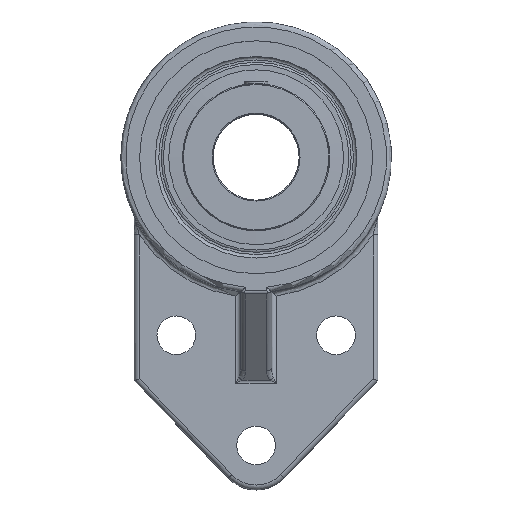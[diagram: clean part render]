
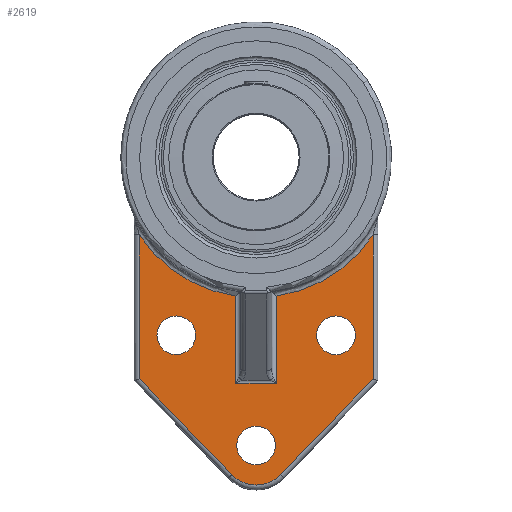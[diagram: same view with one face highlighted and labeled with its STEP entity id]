
A CAD part, top view. The second image highlights one B-rep face of the part: STEP entity #2619.
In plain terms, the highlighted planar face has unit normal (0, 0, 1).
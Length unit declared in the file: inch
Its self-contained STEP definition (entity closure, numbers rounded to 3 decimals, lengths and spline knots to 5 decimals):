
#998=CARTESIAN_POINT('',(-0.20748,-2.30108,0.3937));
#999=VERTEX_POINT('',#998);
#1505=CARTESIAN_POINT('',(0.20748,-2.30108,0.3937));
#1506=VERTEX_POINT('',#1505);
#1690=CARTESIAN_POINT('',(-0.12943,-2.30108,0.3937));
#1691=DIRECTION('',(1.,0.,-0.));
#1692=VECTOR('',#1691,0.16337);
#1693=LINE('',#1690,#1692);
#1694=EDGE_CURVE('',#999,#1506,#1693,.T.);
#1707=CARTESIAN_POINT('',(0.20748,-1.4128,0.3937));
#1708=VERTEX_POINT('',#1707);
#1709=CARTESIAN_POINT('',(0.20748,-1.66719,0.3937));
#1710=DIRECTION('',(-0.,1.,0.));
#1711=VECTOR('',#1710,0.34972);
#1712=LINE('',#1709,#1711);
#1713=EDGE_CURVE('',#1506,#1708,#1712,.T.);
#1744=CARTESIAN_POINT('',(-0.20748,-1.4128,0.3937));
#1745=VERTEX_POINT('',#1744);
#1763=CARTESIAN_POINT('',(-0.20748,-1.31747,0.3937));
#1764=DIRECTION('',(0.,-1.,0.));
#1765=VECTOR('',#1764,0.34972);
#1766=LINE('',#1763,#1765);
#1767=EDGE_CURVE('',#1745,#999,#1766,.T.);
#1780=CARTESIAN_POINT('',(1.19016,-0.78903,0.3937));
#1781=VERTEX_POINT('',#1780);
#1789=CARTESIAN_POINT('',(1.19016,-2.25446,0.3937));
#1790=VERTEX_POINT('',#1789);
#1791=CARTESIAN_POINT('',(1.19016,-1.03699,0.3937));
#1792=DIRECTION('',(0.,-1.,0.));
#1793=VECTOR('',#1792,0.57694);
#1794=LINE('',#1791,#1793);
#1795=EDGE_CURVE('',#1781,#1790,#1794,.T.);
#2112=CARTESIAN_POINT('',(-0.24724,-3.23088,0.3937));
#2113=VERTEX_POINT('',#2112);
#2121=CARTESIAN_POINT('',(-1.19016,-2.25446,0.3937));
#2122=VERTEX_POINT('',#2121);
#2123=CARTESIAN_POINT('',(-0.70037,-2.76165,0.3937));
#2124=DIRECTION('',(-0.695,0.719,0.));
#2125=VECTOR('',#2124,0.5344);
#2126=LINE('',#2123,#2125);
#2127=EDGE_CURVE('',#2113,#2122,#2126,.T.);
#2152=CARTESIAN_POINT('',(-1.19016,-0.78903,0.3937));
#2153=VERTEX_POINT('',#2152);
#2170=CARTESIAN_POINT('',(-1.19016,-1.61393,0.3937));
#2171=DIRECTION('',(0.,1.,0.));
#2172=VECTOR('',#2171,0.57694);
#2173=LINE('',#2170,#2172);
#2174=EDGE_CURVE('',#2122,#2153,#2173,.T.);
#2458=CARTESIAN_POINT('',(0.24724,-3.23088,0.3937));
#2459=VERTEX_POINT('',#2458);
#2467=CARTESIAN_POINT('',(0.,-2.99213,0.3937));
#2468=DIRECTION('',(0.,0.,-1.));
#2469=DIRECTION('',(0.,-1.,0.));
#2470=AXIS2_PLACEMENT_3D('',#2467,#2468,#2469);
#2471=CIRCLE('',#2470,0.3437);
#2472=EDGE_CURVE('',#2459,#2113,#2471,.T.);
#2490=CARTESIAN_POINT('',(1.0716,-2.37723,0.3937));
#2491=DIRECTION('',(-0.695,-0.719,0.));
#2492=VECTOR('',#2491,0.5344);
#2493=LINE('',#2490,#2492);
#2494=EDGE_CURVE('',#1790,#2459,#2493,.T.);
#2545=CARTESIAN_POINT('',(0.,0.,0.3937));
#2546=DIRECTION('',(0.,0.,1.));
#2547=DIRECTION('',(0.579,-0.816,0.));
#2548=AXIS2_PLACEMENT_3D('',#2545,#2546,#2547);
#2549=CIRCLE('',#2548,1.42795);
#2550=EDGE_CURVE('',#1708,#1781,#2549,.T.);
#2563=CARTESIAN_POINT('',(-0.,-0.95835,0.3937));
#2564=DIRECTION('',(0.,0.,1.));
#2565=DIRECTION('',(1.,0.,0.));
#2566=AXIS2_PLACEMENT_3D('',#2563,#2564,#2565);
#2567=PLANE('',#2566);
#2568=CARTESIAN_POINT('',(0.61614,-1.81102,0.3937));
#2569=VERTEX_POINT('',#2568);
#2570=CARTESIAN_POINT('',(0.81299,-1.81102,0.3937));
#2571=DIRECTION('',(0.,0.,-1.));
#2572=DIRECTION('',(1.,0.,0.));
#2573=AXIS2_PLACEMENT_3D('',#2570,#2571,#2572);
#2574=CIRCLE('',#2573,0.19685);
#2575=EDGE_CURVE('',#2569,#2569,#2574,.T.);
#2576=ORIENTED_EDGE('',*,*,#2575,.T.);
#2577=EDGE_LOOP('',(#2576));
#2578=FACE_BOUND('',#2577,.T.);
#2579=CARTESIAN_POINT('',(-0.19685,-2.93307,0.3937));
#2580=VERTEX_POINT('',#2579);
#2581=CARTESIAN_POINT('',(0.,-2.93307,0.3937));
#2582=DIRECTION('',(0.,0.,-1.));
#2583=DIRECTION('',(1.,0.,0.));
#2584=AXIS2_PLACEMENT_3D('',#2581,#2582,#2583);
#2585=CIRCLE('',#2584,0.19685);
#2586=EDGE_CURVE('',#2580,#2580,#2585,.T.);
#2587=ORIENTED_EDGE('',*,*,#2586,.T.);
#2588=EDGE_LOOP('',(#2587));
#2589=FACE_BOUND('',#2588,.T.);
#2590=CARTESIAN_POINT('',(-1.00984,-1.81102,0.3937));
#2591=VERTEX_POINT('',#2590);
#2592=CARTESIAN_POINT('',(-0.81299,-1.81102,0.3937));
#2593=DIRECTION('',(0.,0.,-1.));
#2594=DIRECTION('',(1.,0.,0.));
#2595=AXIS2_PLACEMENT_3D('',#2592,#2593,#2594);
#2596=CIRCLE('',#2595,0.19685);
#2597=EDGE_CURVE('',#2591,#2591,#2596,.T.);
#2598=ORIENTED_EDGE('',*,*,#2597,.T.);
#2599=EDGE_LOOP('',(#2598));
#2600=FACE_BOUND('',#2599,.T.);
#2601=ORIENTED_EDGE('',*,*,#1713,.F.);
#2602=ORIENTED_EDGE('',*,*,#1694,.F.);
#2603=ORIENTED_EDGE('',*,*,#1767,.F.);
#2604=CARTESIAN_POINT('',(0.,0.,0.3937));
#2605=DIRECTION('',(0.,0.,1.));
#2606=DIRECTION('',(-0.579,-0.816,0.));
#2607=AXIS2_PLACEMENT_3D('',#2604,#2605,#2606);
#2608=CIRCLE('',#2607,1.42795);
#2609=EDGE_CURVE('',#2153,#1745,#2608,.T.);
#2610=ORIENTED_EDGE('',*,*,#2609,.F.);
#2611=ORIENTED_EDGE('',*,*,#2174,.F.);
#2612=ORIENTED_EDGE('',*,*,#2127,.F.);
#2613=ORIENTED_EDGE('',*,*,#2472,.F.);
#2614=ORIENTED_EDGE('',*,*,#2494,.F.);
#2615=ORIENTED_EDGE('',*,*,#1795,.F.);
#2616=ORIENTED_EDGE('',*,*,#2550,.F.);
#2617=EDGE_LOOP('',(#2601,#2602,#2603,#2610,#2611,#2612,#2613,#2614,#2615,#2616));
#2618=FACE_BOUND('',#2617,.T.);
#2619=ADVANCED_FACE('',(#2578,#2589,#2600,#2618),#2567,.T.);
